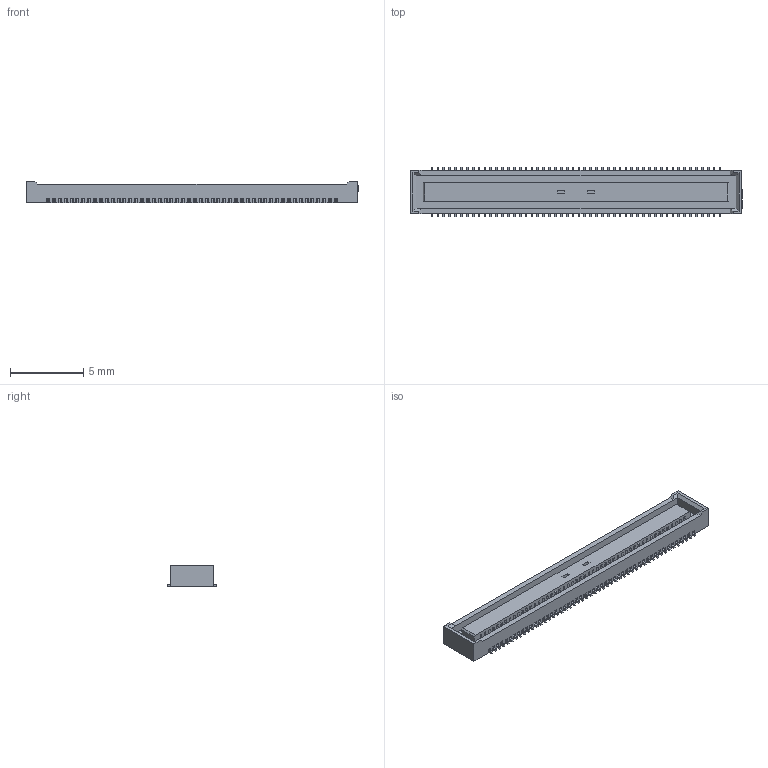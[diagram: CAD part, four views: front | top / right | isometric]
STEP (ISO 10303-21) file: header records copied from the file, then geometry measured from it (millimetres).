
FILE_DESCRIPTION (( 'STEP AP214' ), '1' );
FILE_NAME ('CONN-SMD_DF40C-100DS-0.4V-51.step', '2022-08-01T06:47:27', ( '' ), ( '' ), 'SwSTEP 2.0', 'SolidWorks 2020', '' );
FILE_SCHEMA (( 'AUTOMOTIVE_DESIGN' ));
Length unit declared in the file: millimetre
Products named in the file (1): CONN-SMD_DF40C-100DS-0.4V-51
Bounding box: 22.6 x 3.38 x 1.45 mm (x, y, z)
Volume: 66.2 mm3; surface area: 376 mm2
Topology: 14 solids, 14 shells, 2179 faces, 6467 edges, 4326 vertices
Faces by surface type: plane 1781, cylinder 300, bspline 98
Entity records: 96407 total; most frequent: CARTESIAN_POINT 14475, ORIENTED_EDGE 12934, DIRECTION 11017, EDGE_CURVE 6467, VECTOR 5653, LINE 5653, VERTEX_POINT 4326, AXIS2_PLACEMENT_3D 2682
